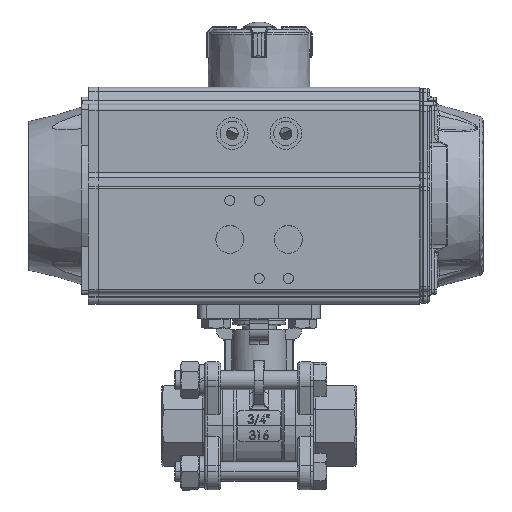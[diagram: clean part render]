
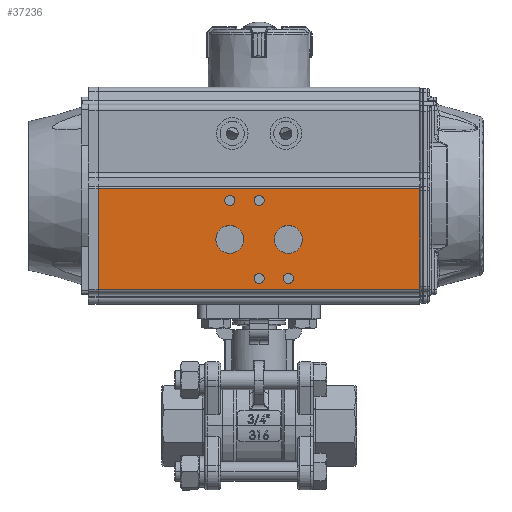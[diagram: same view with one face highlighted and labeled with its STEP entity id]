
A CAD part, top view. The second image highlights one B-rep face of the part: STEP entity #37236.
In plain terms, the highlighted face is planar.
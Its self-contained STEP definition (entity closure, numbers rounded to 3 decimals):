
#1793=PLANE('',#41166);
#4091=B_SPLINE_CURVE_WITH_KNOTS('',3,(#97104,#97105,#97106,#97107),
 .UNSPECIFIED.,.F.,.F.,(4,4),(0.,1.),.UNSPECIFIED.);
#4095=B_SPLINE_CURVE_WITH_KNOTS('',3,(#97356,#97357,#97358,#97359),
 .UNSPECIFIED.,.F.,.F.,(4,4),(0.,1.),
 .UNSPECIFIED.);
#5694=CIRCLE('',#41062,5.723);
#5696=CIRCLE('',#41065,5.723);
#5698=CIRCLE('',#41068,2.067);
#5700=CIRCLE('',#41071,2.067);
#5702=CIRCLE('',#41074,2.067);
#5704=CIRCLE('',#41077,2.067);
#16455=ORIENTED_EDGE('',*,*,#21872,.F.);
#16456=ORIENTED_EDGE('',*,*,#21943,.T.);
#16457=ORIENTED_EDGE('',*,*,#21917,.T.);
#16458=ORIENTED_EDGE('',*,*,#21847,.T.);
#16459=ORIENTED_EDGE('',*,*,#21848,.T.);
#16460=ORIENTED_EDGE('',*,*,#21850,.T.);
#16461=ORIENTED_EDGE('',*,*,#21852,.T.);
#16462=ORIENTED_EDGE('',*,*,#21854,.T.);
#16463=ORIENTED_EDGE('',*,*,#21856,.T.);
#16464=ORIENTED_EDGE('',*,*,#21858,.T.);
#21847=EDGE_CURVE('',#25413,#25416,#4091,.T.);
#21848=EDGE_CURVE('',#25417,#25417,#5694,.F.);
#21850=EDGE_CURVE('',#25419,#25419,#5696,.F.);
#21852=EDGE_CURVE('',#25421,#25421,#5698,.F.);
#21854=EDGE_CURVE('',#25423,#25423,#5700,.F.);
#21856=EDGE_CURVE('',#25425,#25425,#5702,.F.);
#21858=EDGE_CURVE('',#25427,#25427,#5704,.F.);
#21872=EDGE_CURVE('',#25455,#25416,#27431,.T.);
#21917=EDGE_CURVE('',#25499,#25413,#27453,.T.);
#21943=EDGE_CURVE('',#25455,#25499,#4095,.T.);
#25413=VERTEX_POINT('',#97098);
#25416=VERTEX_POINT('',#97103);
#25417=VERTEX_POINT('',#97110);
#25419=VERTEX_POINT('',#97115);
#25421=VERTEX_POINT('',#97120);
#25423=VERTEX_POINT('',#97125);
#25425=VERTEX_POINT('',#97130);
#25427=VERTEX_POINT('',#97135);
#25455=VERTEX_POINT('',#97204);
#25499=VERTEX_POINT('',#97295);
#27431=LINE('',#97205,#29399);
#27453=LINE('',#97294,#29421);
#29399=VECTOR('',#50127,1000.);
#29421=VECTOR('',#50197,1000.);
#32090=EDGE_LOOP('',(#16455,#16456,#16457,#16458));
#32091=EDGE_LOOP('',(#16459));
#32092=EDGE_LOOP('',(#16460));
#32093=EDGE_LOOP('',(#16461));
#32094=EDGE_LOOP('',(#16462));
#32095=EDGE_LOOP('',(#16463));
#32096=EDGE_LOOP('',(#16464));
#34789=FACE_BOUND('',#32090,.T.);
#34790=FACE_BOUND('',#32091,.T.);
#34791=FACE_BOUND('',#32092,.T.);
#34792=FACE_BOUND('',#32093,.T.);
#34793=FACE_BOUND('',#32094,.T.);
#34794=FACE_BOUND('',#32095,.T.);
#34795=FACE_BOUND('',#32096,.T.);
#37236=ADVANCED_FACE('',(#34789,#34790,#34791,#34792,#34793,#34794,#34795),
#1793,.T.);
#41062=AXIS2_PLACEMENT_3D('',#97109,#50015,#50016);
#41065=AXIS2_PLACEMENT_3D('',#97114,#50021,#50022);
#41068=AXIS2_PLACEMENT_3D('',#97119,#50027,#50028);
#41071=AXIS2_PLACEMENT_3D('',#97124,#50033,#50034);
#41074=AXIS2_PLACEMENT_3D('',#97129,#50039,#50040);
#41077=AXIS2_PLACEMENT_3D('',#97134,#50045,#50046);
#41166=AXIS2_PLACEMENT_3D('',#97355,#50268,#50269);
#50015=DIRECTION('',(1.,0.,0.));
#50016=DIRECTION('',(0.,0.,-1.));
#50021=DIRECTION('',(1.,0.,0.));
#50022=DIRECTION('',(0.,0.,-1.));
#50027=DIRECTION('',(1.,0.,0.));
#50028=DIRECTION('',(0.,0.,-1.));
#50033=DIRECTION('',(1.,0.,0.));
#50034=DIRECTION('',(0.,0.,-1.));
#50039=DIRECTION('',(1.,0.,0.));
#50040=DIRECTION('',(0.,0.,-1.));
#50045=DIRECTION('',(1.,0.,0.));
#50046=DIRECTION('',(0.,0.,-1.));
#50127=DIRECTION('',(0.,1.,0.));
#50197=DIRECTION('',(0.,1.,0.));
#50268=DIRECTION('',(1.,0.,0.));
#50269=DIRECTION('',(0.,1.,0.));
#97098=CARTESIAN_POINT('',(47.,2.864,0.));
#97103=CARTESIAN_POINT('',(47.,2.864,132.));
#97104=CARTESIAN_POINT('',(47.,2.864,0.));
#97105=CARTESIAN_POINT('',(47.,2.864,44.));
#97106=CARTESIAN_POINT('',(47.,2.864,88.));
#97107=CARTESIAN_POINT('',(47.,2.864,132.));
#97109=CARTESIAN_POINT('',(47.,-17.971,54.));
#97110=CARTESIAN_POINT('',(47.,-17.971,48.278));
#97114=CARTESIAN_POINT('',(47.,-17.971,78.));
#97115=CARTESIAN_POINT('',(47.,-17.971,72.278));
#97119=CARTESIAN_POINT('',(47.,-33.971,54.));
#97120=CARTESIAN_POINT('',(47.,-33.971,51.933));
#97124=CARTESIAN_POINT('',(47.,-1.971,78.));
#97125=CARTESIAN_POINT('',(47.,-1.971,75.933));
#97129=CARTESIAN_POINT('',(47.,-1.971,66.));
#97130=CARTESIAN_POINT('',(47.,-1.971,63.933));
#97134=CARTESIAN_POINT('',(47.,-33.971,66.));
#97135=CARTESIAN_POINT('',(47.,-33.971,63.933));
#97204=CARTESIAN_POINT('',(47.,-38.493,132.));
#97205=CARTESIAN_POINT('',(47.,-2.42,132.));
#97294=CARTESIAN_POINT('',(47.,-38.493,0.));
#97295=CARTESIAN_POINT('',(47.,-38.493,0.));
#97355=CARTESIAN_POINT('',(47.,-38.493,0.));
#97356=CARTESIAN_POINT('',(47.,-38.493,132.));
#97357=CARTESIAN_POINT('',(47.,-38.493,88.));
#97358=CARTESIAN_POINT('',(47.,-38.493,44.));
#97359=CARTESIAN_POINT('',(47.,-38.493,0.));
